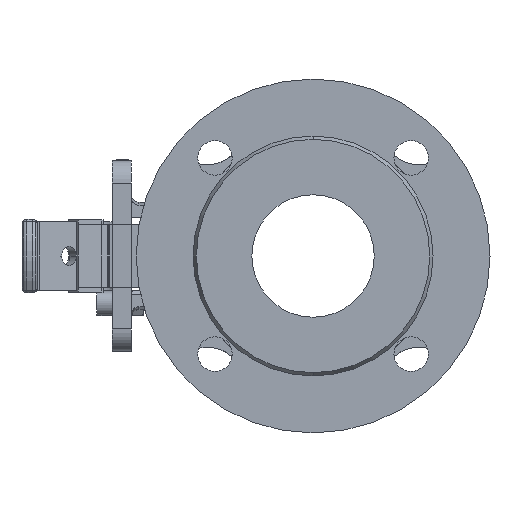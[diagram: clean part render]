
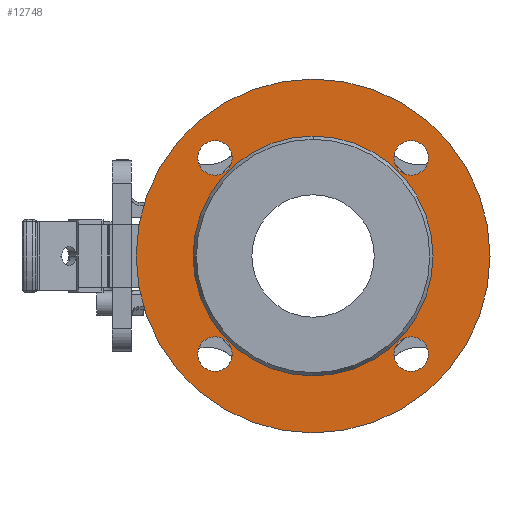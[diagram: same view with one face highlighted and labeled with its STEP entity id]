
A CAD part, left-side view. The second image highlights one B-rep face of the part: STEP entity #12748.
In plain terms, the highlighted planar face has unit normal (-1, 0, 0).
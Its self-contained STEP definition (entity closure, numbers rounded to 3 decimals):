
#2276 = CIRCLE ( 'NONE', #31213, 9. ) ;
#2335 = CIRCLE ( 'NONE', #31230, 9. ) ;
#2343 = CIRCLE ( 'NONE', #31234, 9. ) ;
#2349 = CIRCLE ( 'NONE', #31238, 9. ) ;
#4537 = CARTESIAN_POINT ( 'NONE',  ( -65.6, -51.265, -51.265 ) ) ;
#4538 = DIRECTION ( 'NONE',  ( -1., 0., 0. ) ) ;
#4539 = DIRECTION ( 'NONE',  ( 0., 0., 1. ) ) ;
#4630 = CARTESIAN_POINT ( 'NONE',  ( -65.6, 51.265, -51.265 ) ) ;
#4631 = DIRECTION ( 'NONE',  ( -1., 0., 0. ) ) ;
#4632 = DIRECTION ( 'NONE',  ( 0., 0., 1. ) ) ;
#4643 = CARTESIAN_POINT ( 'NONE',  ( -65.6, 51.265, 51.265 ) ) ;
#4644 = DIRECTION ( 'NONE',  ( -1., 0., 0. ) ) ;
#4645 = DIRECTION ( 'NONE',  ( 0., 0., 1. ) ) ;
#4658 = CARTESIAN_POINT ( 'NONE',  ( -65.6, -51.265, 51.265 ) ) ;
#4659 = DIRECTION ( 'NONE',  ( -1., 0., 0. ) ) ;
#4660 = DIRECTION ( 'NONE',  ( 0., 0., 1. ) ) ;
#6008 = CIRCLE ( 'NONE', #9739, 92.5 ) ;
#6026 = CIRCLE ( 'NONE', #9740, 9. ) ;
#6028 = CIRCLE ( 'NONE', #9741, 9. ) ;
#6029 = CIRCLE ( 'NONE', #9742, 9. ) ;
#6030 = CIRCLE ( 'NONE', #9743, 9. ) ;
#6031 = CIRCLE ( 'NONE', #9744, 62.732 ) ;
#6226 = CIRCLE ( 'NONE', #9781, 62.732 ) ;
#6231 = CIRCLE ( 'NONE', #9782, 92.5 ) ;
#8922 = CARTESIAN_POINT ( 'NONE',  ( -65.6, 51.265, -60.265 ) ) ;
#9056 = CARTESIAN_POINT ( 'NONE',  ( -65.6, -51.265, 60.265 ) ) ;
#9384 = CARTESIAN_POINT ( 'NONE',  ( -65.6, 51.265, -42.265 ) ) ;
#9409 = CARTESIAN_POINT ( 'NONE',  ( -65.6, -51.265, -60.265 ) ) ;
#9431 = CARTESIAN_POINT ( 'NONE',  ( -65.6, -51.265, 42.265 ) ) ;
#9450 = CARTESIAN_POINT ( 'NONE',  ( -65.6, -51.265, -42.265 ) ) ;
#9496 = CARTESIAN_POINT ( 'NONE',  ( -65.6, 0., 92.5 ) ) ;
#9509 = CARTESIAN_POINT ( 'NONE',  ( -65.6, 0., 62.732 ) ) ;
#9525 = CARTESIAN_POINT ( 'NONE',  ( -65.6, 0., -62.732 ) ) ;
#9576 = CARTESIAN_POINT ( 'NONE',  ( -65.6, 0., -92.5 ) ) ;
#9739 = AXIS2_PLACEMENT_3D ( 'NONE', #10556, #10557, #10558 ) ;
#9740 = AXIS2_PLACEMENT_3D ( 'NONE', #10559, #10560, #10561 ) ;
#9741 = AXIS2_PLACEMENT_3D ( 'NONE', #10562, #10563, #10564 ) ;
#9742 = AXIS2_PLACEMENT_3D ( 'NONE', #10565, #10566, #10567 ) ;
#9743 = AXIS2_PLACEMENT_3D ( 'NONE', #10568, #10569, #10570 ) ;
#9744 = AXIS2_PLACEMENT_3D ( 'NONE', #10571, #10572, #10573 ) ;
#9781 = AXIS2_PLACEMENT_3D ( 'NONE', #11106, #11107, #11108 ) ;
#9782 = AXIS2_PLACEMENT_3D ( 'NONE', #11114, #11115, #11116 ) ;
#10556 = CARTESIAN_POINT ( 'NONE',  ( -65.6, 0., 0. ) ) ;
#10557 = DIRECTION ( 'NONE',  ( 1., 0., 0. ) ) ;
#10558 = DIRECTION ( 'NONE',  ( 0., 0., -1. ) ) ;
#10559 = CARTESIAN_POINT ( 'NONE',  ( -65.6, 51.265, -51.265 ) ) ;
#10560 = DIRECTION ( 'NONE',  ( -1., 0., 0. ) ) ;
#10561 = DIRECTION ( 'NONE',  ( 0., 0., 1. ) ) ;
#10562 = CARTESIAN_POINT ( 'NONE',  ( -65.6, -51.265, -51.265 ) ) ;
#10563 = DIRECTION ( 'NONE',  ( -1., 0., 0. ) ) ;
#10564 = DIRECTION ( 'NONE',  ( 0., 0., 1. ) ) ;
#10565 = CARTESIAN_POINT ( 'NONE',  ( -65.6, -51.265, 51.265 ) ) ;
#10566 = DIRECTION ( 'NONE',  ( -1., 0., 0. ) ) ;
#10567 = DIRECTION ( 'NONE',  ( 0., 0., 1. ) ) ;
#10568 = CARTESIAN_POINT ( 'NONE',  ( -65.6, 51.265, 51.265 ) ) ;
#10569 = DIRECTION ( 'NONE',  ( -1., 0., 0. ) ) ;
#10570 = DIRECTION ( 'NONE',  ( 0., 0., 1. ) ) ;
#10571 = CARTESIAN_POINT ( 'NONE',  ( -65.6, 0., 0. ) ) ;
#10572 = DIRECTION ( 'NONE',  ( 1., 0., 0. ) ) ;
#10573 = DIRECTION ( 'NONE',  ( 0., 0., -1. ) ) ;
#11106 = CARTESIAN_POINT ( 'NONE',  ( -65.6, 0., 0. ) ) ;
#11107 = DIRECTION ( 'NONE',  ( 1., 0., 0. ) ) ;
#11108 = DIRECTION ( 'NONE',  ( 0., 0., -1. ) ) ;
#11114 = CARTESIAN_POINT ( 'NONE',  ( -65.6, 0., 0. ) ) ;
#11115 = DIRECTION ( 'NONE',  ( 1., 0., 0. ) ) ;
#11116 = DIRECTION ( 'NONE',  ( 0., 0., -1. ) ) ;
#11173 = CARTESIAN_POINT ( 'NONE',  ( -65.6, 51.265, 42.265 ) ) ;
#11175 = CARTESIAN_POINT ( 'NONE',  ( -65.6, 51.265, 60.265 ) ) ;
#12748 = ADVANCED_FACE ( 'NONE', ( #26036, #26043, #26039, #26035, #26041, #26044 ), #30243, .F. ) ;
#12990 = ORIENTED_EDGE ( 'NONE', *, *, #19790, .F. ) ;
#12991 = ORIENTED_EDGE ( 'NONE', *, *, #16758, .F. ) ;
#12992 = ORIENTED_EDGE ( 'NONE', *, *, #19791, .F. ) ;
#12993 = ORIENTED_EDGE ( 'NONE', *, *, #16719, .F. ) ;
#12994 = ORIENTED_EDGE ( 'NONE', *, *, #19792, .F. ) ;
#12995 = ORIENTED_EDGE ( 'NONE', *, *, #16767, .F. ) ;
#12996 = ORIENTED_EDGE ( 'NONE', *, *, #19793, .F. ) ;
#12997 = ORIENTED_EDGE ( 'NONE', *, *, #16762, .F. ) ;
#12998 = ORIENTED_EDGE ( 'NONE', *, *, #19937, .F. ) ;
#12999 = ORIENTED_EDGE ( 'NONE', *, *, #19789, .F. ) ;
#13000 = ORIENTED_EDGE ( 'NONE', *, *, #19934, .T. ) ;
#13001 = ORIENTED_EDGE ( 'NONE', *, *, #19794, .T. ) ;
#16719 = EDGE_CURVE ( 'NONE', #19532, #19573, #2276, .T. ) ;
#16758 = EDGE_CURVE ( 'NONE', #19045, #19507, #2335, .T. ) ;
#16762 = EDGE_CURVE ( 'NONE', #20212, #20214, #2343, .T. ) ;
#16767 = EDGE_CURVE ( 'NONE', #19554, #19179, #2349, .T. ) ;
#17803 = EDGE_LOOP ( 'NONE', ( #12994, #12995 ) ) ;
#18025 = EDGE_LOOP ( 'NONE', ( #12990, #12991 ) ) ;
#18557 = EDGE_LOOP ( 'NONE', ( #12992, #12993 ) ) ;
#18602 = EDGE_LOOP ( 'NONE', ( #13000, #13001 ) ) ;
#18739 = EDGE_LOOP ( 'NONE', ( #12998, #12999 ) ) ;
#18745 = EDGE_LOOP ( 'NONE', ( #12996, #12997 ) ) ;
#19045 = VERTEX_POINT ( 'NONE', #8922 ) ;
#19179 = VERTEX_POINT ( 'NONE', #9056 ) ;
#19507 = VERTEX_POINT ( 'NONE', #9384 ) ;
#19532 = VERTEX_POINT ( 'NONE', #9409 ) ;
#19554 = VERTEX_POINT ( 'NONE', #9431 ) ;
#19573 = VERTEX_POINT ( 'NONE', #9450 ) ;
#19619 = VERTEX_POINT ( 'NONE', #9496 ) ;
#19632 = VERTEX_POINT ( 'NONE', #9509 ) ;
#19648 = VERTEX_POINT ( 'NONE', #9525 ) ;
#19699 = VERTEX_POINT ( 'NONE', #9576 ) ;
#19789 = EDGE_CURVE ( 'NONE', #19619, #19699, #6008, .T. ) ;
#19790 = EDGE_CURVE ( 'NONE', #19507, #19045, #6026, .T. ) ;
#19791 = EDGE_CURVE ( 'NONE', #19573, #19532, #6028, .T. ) ;
#19792 = EDGE_CURVE ( 'NONE', #19179, #19554, #6029, .T. ) ;
#19793 = EDGE_CURVE ( 'NONE', #20214, #20212, #6030, .T. ) ;
#19794 = EDGE_CURVE ( 'NONE', #19632, #19648, #6031, .T. ) ;
#19934 = EDGE_CURVE ( 'NONE', #19648, #19632, #6226, .T. ) ;
#19937 = EDGE_CURVE ( 'NONE', #19699, #19619, #6231, .T. ) ;
#20212 = VERTEX_POINT ( 'NONE', #11173 ) ;
#20214 = VERTEX_POINT ( 'NONE', #11175 ) ;
#26035 = FACE_BOUND ( 'NONE', #18745, .T. ) ;
#26036 = FACE_BOUND ( 'NONE', #18025, .T. ) ;
#26039 = FACE_BOUND ( 'NONE', #17803, .T. ) ;
#26041 = FACE_OUTER_BOUND ( 'NONE', #18739, .T. ) ;
#26043 = FACE_BOUND ( 'NONE', #18557, .T. ) ;
#26044 = FACE_BOUND ( 'NONE', #18602, .T. ) ;
#30241 = DIRECTION ( 'NONE',  ( 1., 0., 0. ) ) ;
#30243 = PLANE ( 'NONE',  #30715 ) ;
#30245 = CARTESIAN_POINT ( 'NONE',  ( -65.6, 0., 0. ) ) ;
#30247 = DIRECTION ( 'NONE',  ( 0., 0., -1. ) ) ;
#30715 = AXIS2_PLACEMENT_3D ( 'NONE', #30245, #30241, #30247 ) ;
#31213 = AXIS2_PLACEMENT_3D ( 'NONE', #4537, #4538, #4539 ) ;
#31230 = AXIS2_PLACEMENT_3D ( 'NONE', #4630, #4631, #4632 ) ;
#31234 = AXIS2_PLACEMENT_3D ( 'NONE', #4643, #4644, #4645 ) ;
#31238 = AXIS2_PLACEMENT_3D ( 'NONE', #4658, #4659, #4660 ) ;
